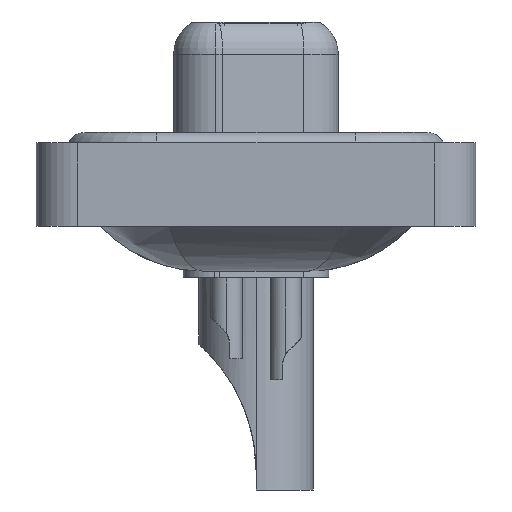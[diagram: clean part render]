
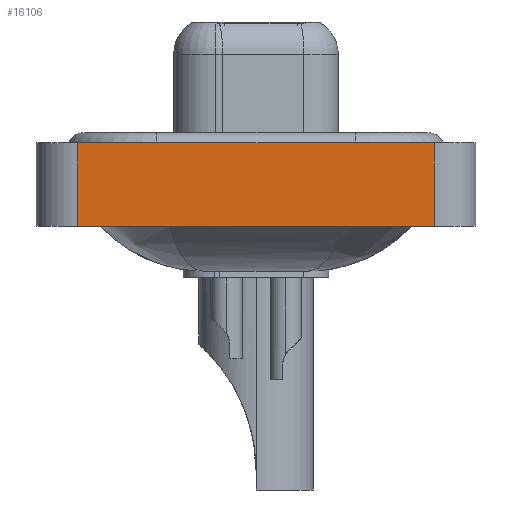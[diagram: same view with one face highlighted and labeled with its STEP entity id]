
A CAD part, left-side view. The second image highlights one B-rep face of the part: STEP entity #16106.
In plain terms, the highlighted planar face has unit normal (-1, 0, 0).
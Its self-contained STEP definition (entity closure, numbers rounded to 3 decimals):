
#191 = CARTESIAN_POINT ( 'NONE',  ( -7.3, -8.55, -3.6 ) ) ;
#2705 = VERTEX_POINT ( 'NONE', #13600 ) ;
#2865 = DIRECTION ( 'NONE',  ( 0., -1., 0. ) ) ;
#3300 = VECTOR ( 'NONE', #15143, 1000. ) ;
#3789 = LINE ( 'NONE', #191, #22066 ) ;
#4652 = LINE ( 'NONE', #15028, #3300 ) ;
#6381 = ORIENTED_EDGE ( 'NONE', *, *, #7623, .T. ) ;
#6399 = VERTEX_POINT ( 'NONE', #8958 ) ;
#7623 = EDGE_CURVE ( 'NONE', #8976, #14054, #4652, .T. ) ;
#7721 = DIRECTION ( 'NONE',  ( 0., 0., 1. ) ) ;
#8958 = CARTESIAN_POINT ( 'NONE',  ( -7.3, 8.55, 0.4 ) ) ;
#8976 = VERTEX_POINT ( 'NONE', #17128 ) ;
#10127 = EDGE_CURVE ( 'NONE', #6399, #2705, #14747, .T. ) ;
#10128 = EDGE_LOOP ( 'NONE', ( #18188, #17773, #16933, #6381 ) ) ;
#10437 = EDGE_CURVE ( 'NONE', #14054, #2705, #3789, .T. ) ;
#10584 = VECTOR ( 'NONE', #7721, 1000. ) ;
#10695 = PLANE ( 'NONE',  #17934 ) ;
#10909 = CARTESIAN_POINT ( 'NONE',  ( -7.3, 8.55, -3.6 ) ) ;
#10978 = DIRECTION ( 'NONE',  ( 0., 0., 1. ) ) ;
#13182 = CARTESIAN_POINT ( 'NONE',  ( -7.3, -8.55, -3.6 ) ) ;
#13600 = CARTESIAN_POINT ( 'NONE',  ( -7.3, -8.55, 0.4 ) ) ;
#13961 = DIRECTION ( 'NONE',  ( 0., 0., 1. ) ) ;
#14054 = VERTEX_POINT ( 'NONE', #13182 ) ;
#14184 = CARTESIAN_POINT ( 'NONE',  ( -7.3, -8.55, -3.6 ) ) ;
#14311 = DIRECTION ( 'NONE',  ( -1., 0., 0. ) ) ;
#14747 = LINE ( 'NONE', #14848, #15821 ) ;
#14848 = CARTESIAN_POINT ( 'NONE',  ( -7.3, -8.55, 0.4 ) ) ;
#15028 = CARTESIAN_POINT ( 'NONE',  ( -7.3, -8.55, -3.6 ) ) ;
#15143 = DIRECTION ( 'NONE',  ( 0., -1., 0. ) ) ;
#15821 = VECTOR ( 'NONE', #2865, 1000. ) ;
#16024 = LINE ( 'NONE', #10909, #10584 ) ;
#16106 = ADVANCED_FACE ( 'NONE', ( #19329 ), #10695, .T. ) ;
#16933 = ORIENTED_EDGE ( 'NONE', *, *, #19214, .F. ) ;
#17128 = CARTESIAN_POINT ( 'NONE',  ( -7.3, 8.55, -3.6 ) ) ;
#17773 = ORIENTED_EDGE ( 'NONE', *, *, #10127, .F. ) ;
#17934 = AXIS2_PLACEMENT_3D ( 'NONE', #14184, #14311, #13961 ) ;
#18188 = ORIENTED_EDGE ( 'NONE', *, *, #10437, .T. ) ;
#19214 = EDGE_CURVE ( 'NONE', #8976, #6399, #16024, .T. ) ;
#19329 = FACE_OUTER_BOUND ( 'NONE', #10128, .T. ) ;
#22066 = VECTOR ( 'NONE', #10978, 1000. ) ;
